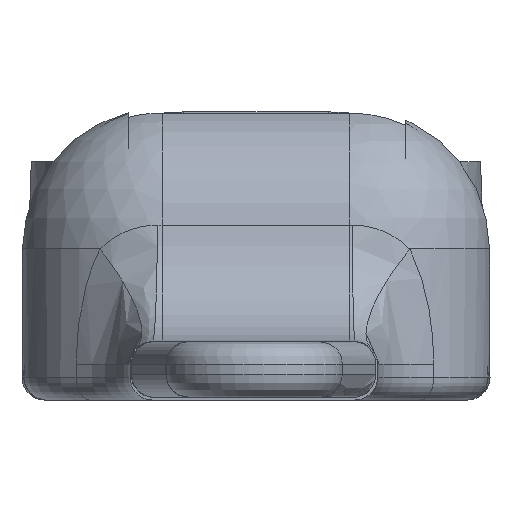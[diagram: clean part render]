
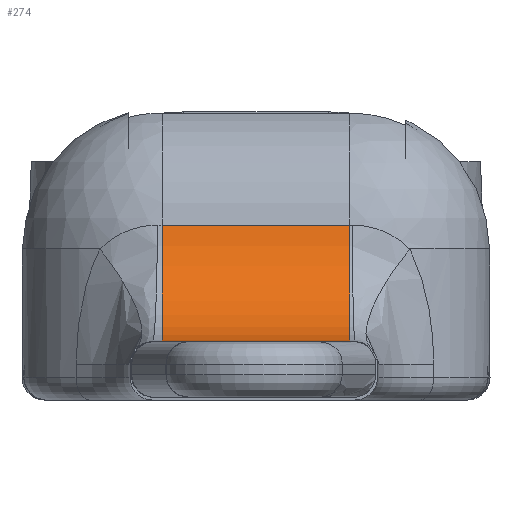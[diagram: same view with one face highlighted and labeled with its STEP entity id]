
A CAD part, front view. The second image highlights one B-rep face of the part: STEP entity #274.
In plain terms, the highlighted cylindrical face has radius 3.962 mm (diameter 7.925 mm), a partial arc.
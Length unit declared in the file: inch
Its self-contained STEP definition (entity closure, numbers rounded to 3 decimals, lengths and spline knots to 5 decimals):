
#274=ADVANCED_FACE('',(#391),#336,.F.);
#336=CYLINDRICAL_SURFACE('',#1764,0.156);
#391=FACE_OUTER_BOUND('',#484,.T.);
#484=EDGE_LOOP('',(#964,#965,#966,#967));
#572=LINE('',#2967,#666);
#585=LINE('',#3132,#679);
#666=VECTOR('',#1992,1.);
#679=VECTOR('',#2065,1.);
#964=ORIENTED_EDGE('',*,*,#1492,.T.);
#965=ORIENTED_EDGE('',*,*,#1442,.F.);
#966=ORIENTED_EDGE('',*,*,#1493,.F.);
#967=ORIENTED_EDGE('',*,*,#1480,.F.);
#1277=VERTEX_POINT('',#2966);
#1278=VERTEX_POINT('',#2968);
#1296=VERTEX_POINT('',#3086);
#1300=VERTEX_POINT('',#3131);
#1442=EDGE_CURVE('',#1277,#1278,#572,.T.);
#1480=EDGE_CURVE('',#1300,#1296,#585,.T.);
#1492=EDGE_CURVE('',#1300,#1278,#1630,.T.);
#1493=EDGE_CURVE('',#1296,#1277,#1631,.T.);
#1630=CIRCLE('',#1761,0.156);
#1631=CIRCLE('',#1763,0.156);
#1761=AXIS2_PLACEMENT_3D('',#3204,#2091,#2092);
#1763=AXIS2_PLACEMENT_3D('',#3206,#2095,#2096);
#1764=AXIS2_PLACEMENT_3D('',#3207,#2097,#2098);
#1992=DIRECTION('',(-1.,0.,0.));
#2065=DIRECTION('',(1.,0.,0.));
#2091=DIRECTION('',(-1.,0.,0.));
#2092=DIRECTION('',(0.,0.,1.));
#2095=DIRECTION('',(-1.,0.,0.));
#2096=DIRECTION('',(0.,0.,1.));
#2097=DIRECTION('',(-1.,0.,0.));
#2098=DIRECTION('',(0.,0.,1.));
#2966=CARTESIAN_POINT('',(1.6135,6.18953,-3.17865));
#2967=CARTESIAN_POINT('',(1.40538,6.18953,-3.17865));
#2968=CARTESIAN_POINT('',(1.40538,6.18953,-3.17865));
#3086=CARTESIAN_POINT('',(1.6135,6.34327,-3.04915));
#3131=CARTESIAN_POINT('',(1.40538,6.34327,-3.04915));
#3132=CARTESIAN_POINT('',(1.50944,6.34327,-3.04915));
#3204=CARTESIAN_POINT('',(1.40538,6.18953,-3.02265));
#3206=CARTESIAN_POINT('',(1.6135,6.18953,-3.02265));
#3207=CARTESIAN_POINT('',(1.50944,6.18953,-3.02265));
